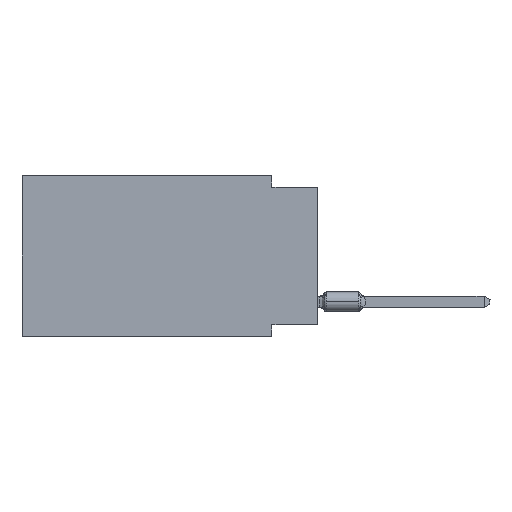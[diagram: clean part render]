
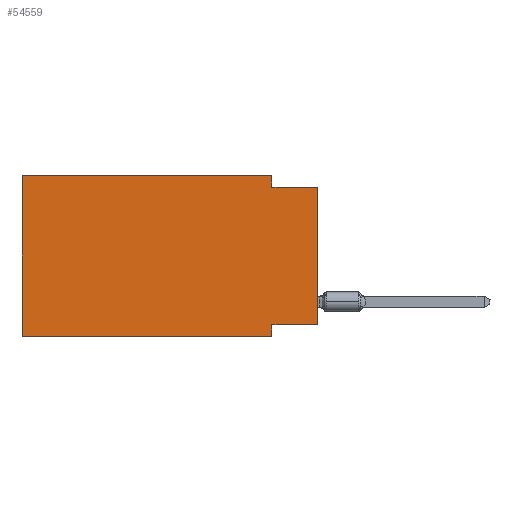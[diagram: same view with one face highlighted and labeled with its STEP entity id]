
A CAD part, left-side view. The second image highlights one B-rep face of the part: STEP entity #54559.
In plain terms, the highlighted planar face has unit normal (-1, 0, 0).
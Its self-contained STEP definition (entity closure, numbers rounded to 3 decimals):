
#517 = CARTESIAN_POINT ( 'NONE',  ( 0., 16.383, -8.89 ) ) ;
#2564 = VECTOR ( 'NONE', #22722, 1000. ) ;
#3142 = CARTESIAN_POINT ( 'NONE',  ( 0., 16.383, -8.89 ) ) ;
#3544 = VECTOR ( 'NONE', #20438, 1000. ) ;
#4351 = ORIENTED_EDGE ( 'NONE', *, *, #50453, .F. ) ;
#5064 = CARTESIAN_POINT ( 'NONE',  ( 0., 2.54, -8.89 ) ) ;
#5140 = DIRECTION ( 'NONE',  ( 0., -1., 0. ) ) ;
#5815 = ORIENTED_EDGE ( 'NONE', *, *, #46888, .F. ) ;
#6244 = VECTOR ( 'NONE', #56570, 1000. ) ;
#7042 = LINE ( 'NONE', #24702, #26823 ) ;
#7052 = CARTESIAN_POINT ( 'NONE',  ( 0., 16.383, 0. ) ) ;
#8000 = LINE ( 'NONE', #31706, #2564 ) ;
#9214 = EDGE_CURVE ( 'NONE', #28049, #55583, #26787, .T. ) ;
#11375 = VERTEX_POINT ( 'NONE', #13677 ) ;
#11587 = AXIS2_PLACEMENT_3D ( 'NONE', #27452, #49165, #36427 ) ;
#13120 = CARTESIAN_POINT ( 'NONE',  ( 0., 2.54, -0.635 ) ) ;
#13677 = CARTESIAN_POINT ( 'NONE',  ( 0., 0., -0.635 ) ) ;
#13714 = ORIENTED_EDGE ( 'NONE', *, *, #45973, .T. ) ;
#14334 = CARTESIAN_POINT ( 'NONE',  ( 0., 2.54, 0. ) ) ;
#18212 = VERTEX_POINT ( 'NONE', #32472 ) ;
#19537 = VECTOR ( 'NONE', #31707, 1000. ) ;
#20438 = DIRECTION ( 'NONE',  ( 0., -1., 0. ) ) ;
#20637 = VECTOR ( 'NONE', #5140, 1000. ) ;
#20978 = VECTOR ( 'NONE', #44016, 1000. ) ;
#21362 = ORIENTED_EDGE ( 'NONE', *, *, #33890, .F. ) ;
#22722 = DIRECTION ( 'NONE',  ( 0., 0., 1. ) ) ;
#23323 = EDGE_CURVE ( 'NONE', #18212, #11375, #8000, .T. ) ;
#24702 = CARTESIAN_POINT ( 'NONE',  ( 0., 0., -8.255 ) ) ;
#25012 = LINE ( 'NONE', #7052, #6244 ) ;
#26511 = LINE ( 'NONE', #14334, #19537 ) ;
#26787 = LINE ( 'NONE', #5064, #56638 ) ;
#26823 = VECTOR ( 'NONE', #38597, 1000. ) ;
#27452 = CARTESIAN_POINT ( 'NONE',  ( 0., 16.383, 0. ) ) ;
#28049 = VERTEX_POINT ( 'NONE', #48422 ) ;
#30244 = EDGE_CURVE ( 'NONE', #40989, #43375, #38389, .T. ) ;
#30691 = LINE ( 'NONE', #48352, #20978 ) ;
#31454 = EDGE_LOOP ( 'NONE', ( #47516, #4351, #34162, #38341, #21362, #13714, #39056, #5815 ) ) ;
#31706 = CARTESIAN_POINT ( 'NONE',  ( 0., 0., 0. ) ) ;
#31707 = DIRECTION ( 'NONE',  ( 0., 0., -1. ) ) ;
#32472 = CARTESIAN_POINT ( 'NONE',  ( 0., 0., -8.255 ) ) ;
#33602 = EDGE_CURVE ( 'NONE', #43375, #43938, #26511, .T. ) ;
#33742 = CARTESIAN_POINT ( 'NONE',  ( 0., 16.383, 0. ) ) ;
#33890 = EDGE_CURVE ( 'NONE', #34225, #40989, #25012, .T. ) ;
#34162 = ORIENTED_EDGE ( 'NONE', *, *, #33602, .F. ) ;
#34225 = VERTEX_POINT ( 'NONE', #3142 ) ;
#36427 = DIRECTION ( 'NONE',  ( 0., 0., -1. ) ) ;
#38341 = ORIENTED_EDGE ( 'NONE', *, *, #30244, .F. ) ;
#38389 = LINE ( 'NONE', #33742, #3544 ) ;
#38597 = DIRECTION ( 'NONE',  ( 0., 1., 0. ) ) ;
#39056 = ORIENTED_EDGE ( 'NONE', *, *, #9214, .F. ) ;
#40465 = LINE ( 'NONE', #517, #20637 ) ;
#40771 = FACE_OUTER_BOUND ( 'NONE', #31454, .T. ) ;
#40989 = VERTEX_POINT ( 'NONE', #55007 ) ;
#43375 = VERTEX_POINT ( 'NONE', #56081 ) ;
#43938 = VERTEX_POINT ( 'NONE', #13120 ) ;
#44016 = DIRECTION ( 'NONE',  ( 0., -1., 0. ) ) ;
#45973 = EDGE_CURVE ( 'NONE', #34225, #55583, #40465, .T. ) ;
#46888 = EDGE_CURVE ( 'NONE', #18212, #28049, #7042, .T. ) ;
#47516 = ORIENTED_EDGE ( 'NONE', *, *, #23323, .T. ) ;
#48352 = CARTESIAN_POINT ( 'NONE',  ( 0., 0., -0.635 ) ) ;
#48422 = CARTESIAN_POINT ( 'NONE',  ( 0., 2.54, -8.255 ) ) ;
#48499 = DIRECTION ( 'NONE',  ( 0., 0., -1. ) ) ;
#49165 = DIRECTION ( 'NONE',  ( 1., 0., 0. ) ) ;
#50453 = EDGE_CURVE ( 'NONE', #43938, #11375, #30691, .T. ) ;
#52655 = CARTESIAN_POINT ( 'NONE',  ( 0., 2.54, -8.89 ) ) ;
#54363 = PLANE ( 'NONE',  #11587 ) ;
#54559 = ADVANCED_FACE ( 'NONE', ( #40771 ), #54363, .F. ) ;
#55007 = CARTESIAN_POINT ( 'NONE',  ( 0., 16.383, 0. ) ) ;
#55583 = VERTEX_POINT ( 'NONE', #52655 ) ;
#56081 = CARTESIAN_POINT ( 'NONE',  ( 0., 2.54, 0. ) ) ;
#56570 = DIRECTION ( 'NONE',  ( 0., 0., 1. ) ) ;
#56638 = VECTOR ( 'NONE', #48499, 1000. ) ;
